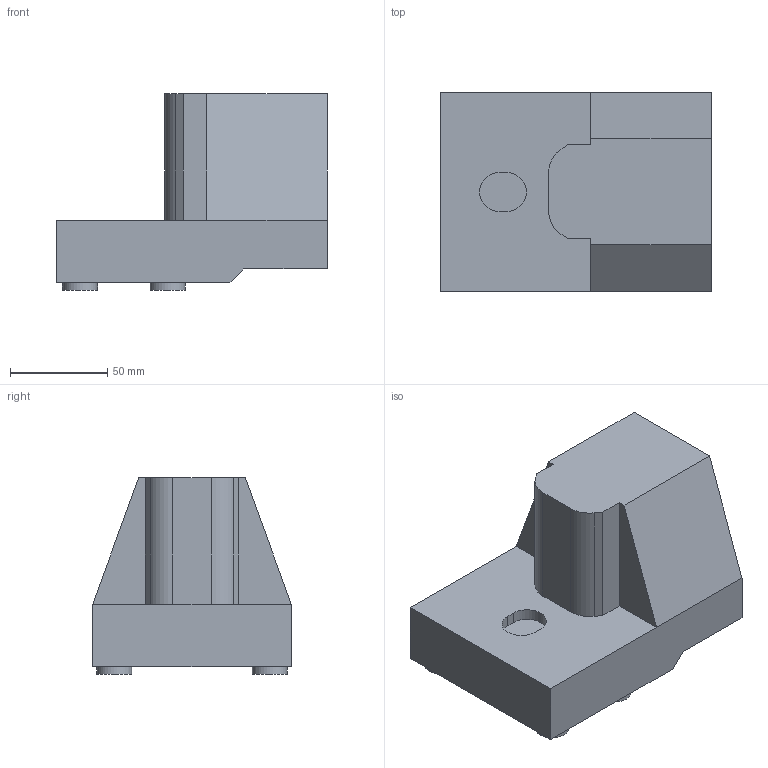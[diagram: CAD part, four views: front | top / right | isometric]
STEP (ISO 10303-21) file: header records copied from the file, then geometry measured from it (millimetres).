
FILE_DESCRIPTION(/* description */ (''),/* implementation_level */ '2;1');
FILE_NAME(/* name */ '1525424707828.stp',/* time_stamp */ '2018-05-04T14:35:33+05:00',/* author */ (''),/* organization */ ('SMS'),/* preprocessor_version */ 'ST-DEVELOPER v15',/* originating_system */ 'SIEMENS PLM Software NX 8.5',/* authorisation */ '');
FILE_SCHEMA (('AUTOMOTIVE_DESIGN { 1 0 10303 214 3 1 1 1 }'));
Length unit declared in the file: millimetre
Products named in the file (1): 201617526mod000_00
Bounding box: 139 x 102 x 101 mm (x, y, z)
Volume: 706893.2 mm3; surface area: 69037.5 mm2
Topology: 1 solids, 1 shells, 63 faces, 153 edges, 105 vertices
Faces by surface type: plane 44, cylinder 13, cone 6
Full cylindrical faces by diameter (mm): 3 x1, 18 x4, 39.2 x1, 50.013 x1
Entity records: 1915 total; most frequent: CARTESIAN_POINT 371, DIRECTION 314, ORIENTED_EDGE 288, EDGE_CURVE 144, LINE 106, VECTOR 106, AXIS2_PLACEMENT_3D 104, VERTEX_POINT 100
